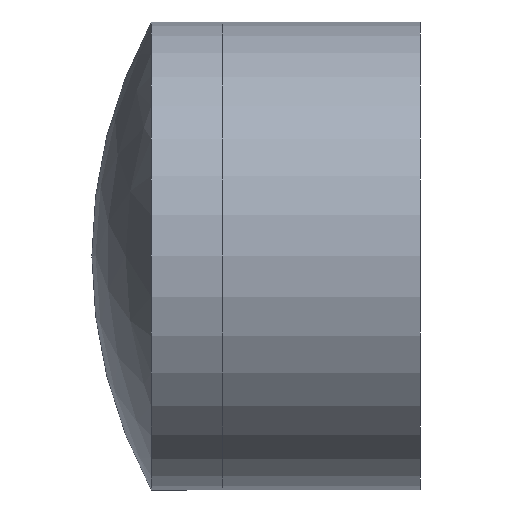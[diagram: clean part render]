
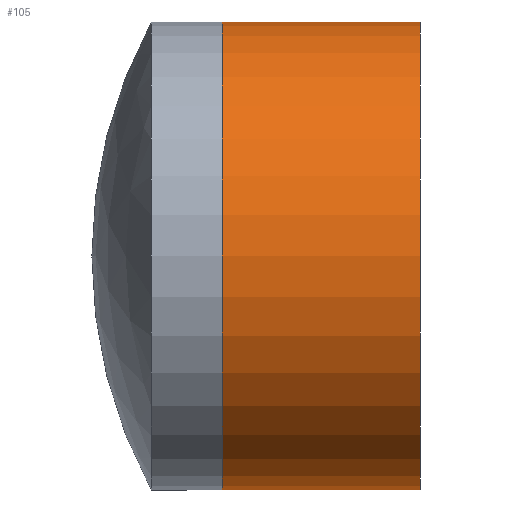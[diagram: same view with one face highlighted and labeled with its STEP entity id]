
A CAD part, front view. The second image highlights one B-rep face of the part: STEP entity #105.
In plain terms, the highlighted cylindrical face has radius 2.5 mm (diameter 5 mm), a partial arc.
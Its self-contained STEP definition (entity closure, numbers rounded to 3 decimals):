
#1 = ORIENTED_EDGE ( 'NONE', *, *, #223, .F. ) ;
#23 = CARTESIAN_POINT ( 'NONE',  ( 5.442, 0., -2.5 ) ) ;
#25 = VERTEX_POINT ( 'NONE', #301 ) ;
#29 = DIRECTION ( 'NONE',  ( -1., 0., 0. ) ) ;
#51 = EDGE_CURVE ( 'NONE', #169, #25, #343, .T. ) ;
#58 = CARTESIAN_POINT ( 'NONE',  ( 3.329, 0., -2.5 ) ) ;
#60 = DIRECTION ( 'NONE',  ( -1., 0., 0. ) ) ;
#62 = CARTESIAN_POINT ( 'NONE',  ( -0.552, 0., 2.5 ) ) ;
#78 = CYLINDRICAL_SURFACE ( 'NONE', #81, 2.5 ) ;
#81 = AXIS2_PLACEMENT_3D ( 'NONE', #268, #60, #256 ) ;
#105 = ADVANCED_FACE ( 'NONE', ( #213 ), #78, .T. ) ;
#123 = AXIS2_PLACEMENT_3D ( 'NONE', #336, #148, #316 ) ;
#136 = DIRECTION ( 'NONE',  ( -1., 0., 0. ) ) ;
#148 = DIRECTION ( 'NONE',  ( -1., 0., 0. ) ) ;
#169 = VERTEX_POINT ( 'NONE', #252 ) ;
#178 = CARTESIAN_POINT ( 'NONE',  ( -0.552, 0., -2.5 ) ) ;
#182 = DIRECTION ( 'NONE',  ( -1., 0., 0. ) ) ;
#190 = EDGE_LOOP ( 'NONE', ( #1, #347, #240, #271 ) ) ;
#210 = VECTOR ( 'NONE', #29, 1000. ) ;
#213 = FACE_OUTER_BOUND ( 'NONE', #190, .T. ) ;
#222 = VERTEX_POINT ( 'NONE', #58 ) ;
#223 = EDGE_CURVE ( 'NONE', #308, #222, #325, .T. ) ;
#240 = ORIENTED_EDGE ( 'NONE', *, *, #51, .T. ) ;
#252 = CARTESIAN_POINT ( 'NONE',  ( 5.442, 0., 2.5 ) ) ;
#256 = DIRECTION ( 'NONE',  ( 0., 0., 1. ) ) ;
#268 = CARTESIAN_POINT ( 'NONE',  ( -0.552, 0., 0. ) ) ;
#271 = ORIENTED_EDGE ( 'NONE', *, *, #291, .F. ) ;
#272 = CIRCLE ( 'NONE', #123, 2.5 ) ;
#286 = CIRCLE ( 'NONE', #324, 2.5 ) ;
#291 = EDGE_CURVE ( 'NONE', #222, #25, #286, .T. ) ;
#301 = CARTESIAN_POINT ( 'NONE',  ( 3.329, 0., 2.5 ) ) ;
#308 = VERTEX_POINT ( 'NONE', #23 ) ;
#314 = VECTOR ( 'NONE', #182, 1000. ) ;
#316 = DIRECTION ( 'NONE',  ( 0., 0., 1. ) ) ;
#324 = AXIS2_PLACEMENT_3D ( 'NONE', #337, #136, #329 ) ;
#325 = LINE ( 'NONE', #178, #210 ) ;
#329 = DIRECTION ( 'NONE',  ( 0., 0., 1. ) ) ;
#330 = EDGE_CURVE ( 'NONE', #308, #169, #272, .T. ) ;
#336 = CARTESIAN_POINT ( 'NONE',  ( 5.442, 0., 0. ) ) ;
#337 = CARTESIAN_POINT ( 'NONE',  ( 3.329, 0., 0. ) ) ;
#343 = LINE ( 'NONE', #62, #314 ) ;
#347 = ORIENTED_EDGE ( 'NONE', *, *, #330, .T. ) ;
